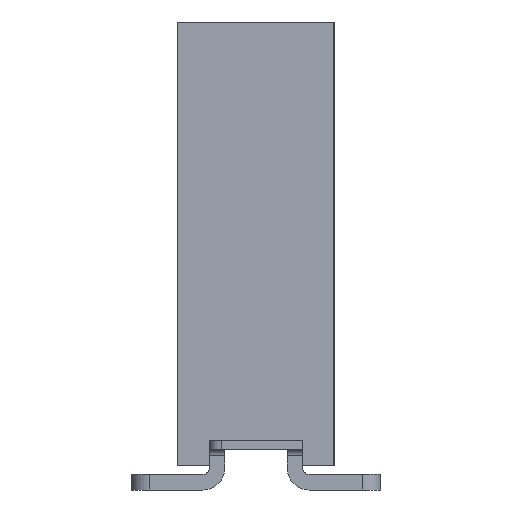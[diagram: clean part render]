
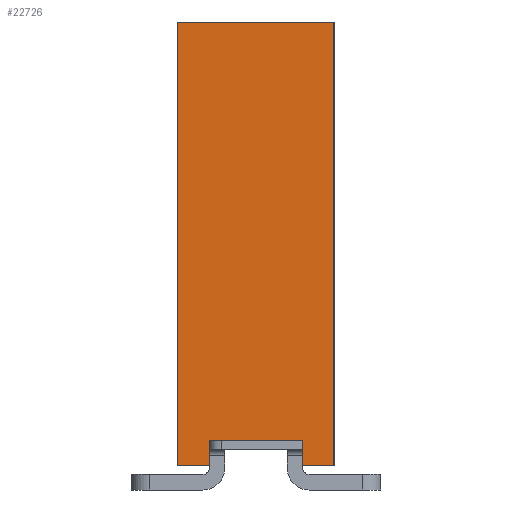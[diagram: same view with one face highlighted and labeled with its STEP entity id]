
A CAD part, left-side view. The second image highlights one B-rep face of the part: STEP entity #22726.
In plain terms, the highlighted planar face has unit normal (-1, 0, 0).
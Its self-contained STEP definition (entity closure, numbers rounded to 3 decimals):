
#3638=EDGE_CURVE('',#10832,#10829,#10833,.T.);
#3642=EDGE_CURVE('',#10837,#10838,#10839,.T.);
#3650=EDGE_CURVE('',#10832,#10849,#10850,.T.);
#3786=EDGE_CURVE('',#10829,#11050,#11051,.T.);
#3790=EDGE_CURVE('',#11055,#11050,#11056,.T.);
#3956=EDGE_CURVE('',#10849,#11293,#11294,.T.);
#4134=EDGE_CURVE('',#10838,#11293,#11529,.T.);
#4136=EDGE_CURVE('',#10837,#11055,#11531,.T.);
#10829=VERTEX_POINT('',#20369);
#10832=VERTEX_POINT('',#20374);
#10833=LINE('',#20375,#20376);
#10837=VERTEX_POINT('',#20383);
#10838=VERTEX_POINT('',#20384);
#10839=LINE('',#20385,#20386);
#10849=VERTEX_POINT('',#20403);
#10850=LINE('',#20404,#20405);
#11050=VERTEX_POINT('',#20740);
#11051=LINE('',#20741,#20742);
#11055=VERTEX_POINT('',#20749);
#11056=LINE('',#20750,#20751);
#11293=VERTEX_POINT('',#21153);
#11294=LINE('',#21154,#21155);
#11529=LINE('',#21567,#21568);
#11531=LINE('',#21571,#21572);
#20369=CARTESIAN_POINT('',(-1.27,0.02,-7.1));
#20374=CARTESIAN_POINT('',(-1.27,0.52,-7.1));
#20375=CARTESIAN_POINT('',(-1.27,0.52,-7.1));
#20376=VECTOR('',#37482,0.5);
#20383=CARTESIAN_POINT('',(-1.27,2.52,-7.1));
#20384=CARTESIAN_POINT('',(-1.27,2.02,-7.1));
#20385=CARTESIAN_POINT('',(-1.27,2.52,-7.1));
#20386=VECTOR('',#37484,0.5);
#20403=CARTESIAN_POINT('',(-1.27,0.52,-6.7));
#20404=CARTESIAN_POINT('',(-1.27,0.52,-7.1));
#20405=VECTOR('',#37488,0.4);
#20740=CARTESIAN_POINT('',(-1.27,0.02,0.0));
#20741=CARTESIAN_POINT('',(-1.27,0.02,-7.1));
#20742=VECTOR('',#37556,7.1);
#20749=CARTESIAN_POINT('',(-1.27,2.52,0.0));
#20750=CARTESIAN_POINT('',(-1.27,2.52,0.0));
#20751=VECTOR('',#37558,2.5);
#21153=CARTESIAN_POINT('',(-1.27,2.02,-6.7));
#21154=CARTESIAN_POINT('',(-1.27,0.52,-6.7));
#21155=VECTOR('',#37641,1.5);
#21567=CARTESIAN_POINT('',(-1.27,2.02,-7.1));
#21568=VECTOR('',#37730,0.4);
#21571=CARTESIAN_POINT('',(-1.27,2.52,-7.1));
#21572=VECTOR('',#37731,7.1);
#22726=ADVANCED_FACE('',(#38065),#38066,.T.);
#37482=DIRECTION('',(0.0,-1.0,0.0));
#37484=DIRECTION('',(0.0,-1.0,0.0));
#37488=DIRECTION('',(0.0,0.0,1.0));
#37556=DIRECTION('',(0.0,0.0,1.0));
#37558=DIRECTION('',(0.0,-1.0,0.0));
#37641=DIRECTION('',(0.0,1.0,0.0));
#37730=DIRECTION('',(0.0,0.0,1.0));
#37731=DIRECTION('',(0.0,0.0,1.0));
#38065=FACE_OUTER_BOUND('',#45211,.T.);
#38066=PLANE('',#45212);
#45211=EDGE_LOOP('',(#48129,#48130,#48131,#48132,#48133,#48134,#48135,#48136));
#45212=AXIS2_PLACEMENT_3D('',#48137,#48138,#48139);
#48129=ORIENTED_EDGE('',*,*,#3650,.F.);
#48130=ORIENTED_EDGE('',*,*,#3638,.T.);
#48131=ORIENTED_EDGE('',*,*,#3786,.T.);
#48132=ORIENTED_EDGE('',*,*,#3790,.F.);
#48133=ORIENTED_EDGE('',*,*,#4136,.F.);
#48134=ORIENTED_EDGE('',*,*,#3642,.T.);
#48135=ORIENTED_EDGE('',*,*,#4134,.T.);
#48136=ORIENTED_EDGE('',*,*,#3956,.F.);
#48137=CARTESIAN_POINT('',(-1.27,1.27,-7.1));
#48138=DIRECTION('',(-1.0,0.0,0.0));
#48139=DIRECTION('',(0.0,0.0,1.0));
